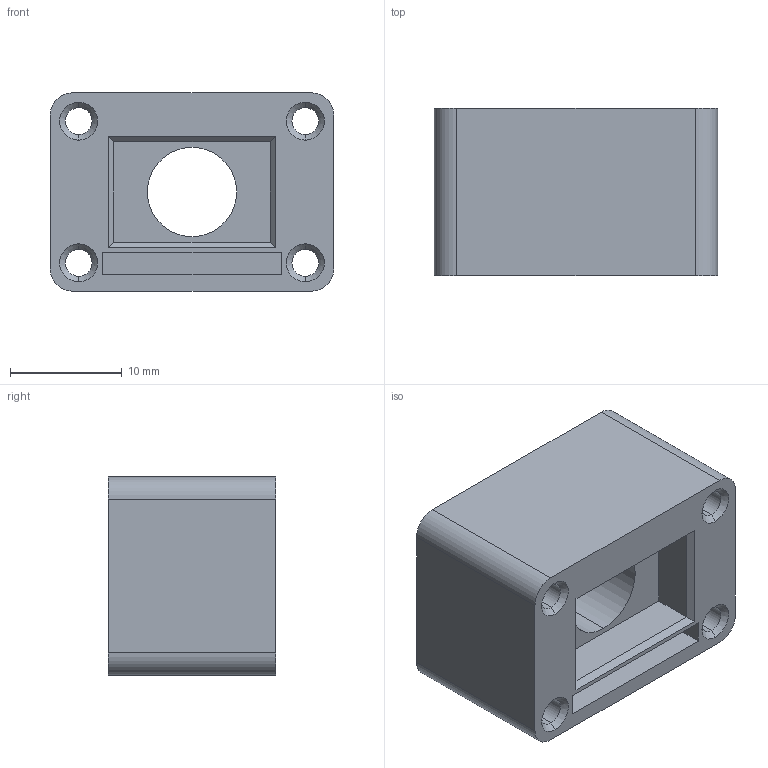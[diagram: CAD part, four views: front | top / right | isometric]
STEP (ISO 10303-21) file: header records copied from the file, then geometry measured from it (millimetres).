
FILE_DESCRIPTION (( 'STEP AP214' ), '1' );
FILE_NAME ('TSL2591_Fixture.STEP', '2023-11-25T07:03:46', ( '' ), ( '' ), 'SwSTEP 2.0', 'SolidWorks 2023', '' );
FILE_SCHEMA (( 'AUTOMOTIVE_DESIGN' ));
Length unit declared in the file: millimetre
Products named in the file (1): TSL2591_Fixture
Bounding box: 25.4 x 15 x 17.78 mm (x, y, z)
Volume: 5288.1 mm3; surface area: 3003.8 mm2
Topology: 1 solids, 1 shells, 42 faces, 102 edges, 64 vertices
Faces by surface type: plane 20, cylinder 14, cone 8
Entity records: 1269 total; most frequent: DIRECTION 224, CARTESIAN_POINT 209, ORIENTED_EDGE 204, EDGE_CURVE 102, AXIS2_PLACEMENT_3D 79, LINE 66, VECTOR 66, VERTEX_POINT 64
